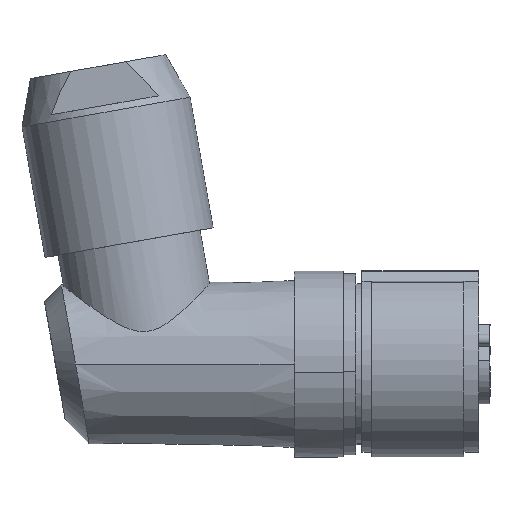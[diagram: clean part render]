
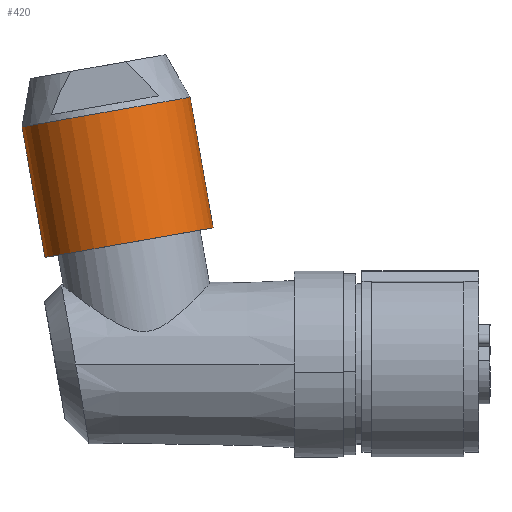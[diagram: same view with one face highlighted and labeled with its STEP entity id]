
A CAD part, left-side view. The second image highlights one B-rep face of the part: STEP entity #420.
In plain terms, the highlighted cylindrical face has radius 8.75 mm (diameter 17.5 mm), a partial arc.
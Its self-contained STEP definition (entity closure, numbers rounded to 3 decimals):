
#10=CARTESIAN_POINT('',(37.614,1.421,
45.737));
#20=DIRECTION('',(1.,0.,0.));
#30=DIRECTION('',(0.,-0.5,
0.866));
#40=AXIS2_PLACEMENT_3D('',#10,#20,#30);
#50=CYLINDRICAL_SURFACE('',#40,8.75);
#60=CARTESIAN_POINT('',(27.794,1.421,
45.737));
#70=DIRECTION('',(-1.,0.,0.));
#80=DIRECTION('',(0.,0.5,
-0.866));
#90=AXIS2_PLACEMENT_3D('',#60,#70,#80);
#100=CIRCLE('',#90,8.75);
#110=CARTESIAN_POINT('',(27.794,-6.611,
42.266));
#120=VERTEX_POINT('',#110);
#130=CARTESIAN_POINT('',(27.794,8.443,
50.958));
#140=VERTEX_POINT('',#130);
#150=EDGE_CURVE('',#120,#140,#100,.T.);
#160=ORIENTED_EDGE('',*,*,#150,.T.);
#170=CARTESIAN_POINT('',(37.614,-6.611,
42.266));
#180=DIRECTION('',(1.,0.,0.));
#190=VECTOR('',#180,1.);
#200=LINE('',#170,#190);
#210=CARTESIAN_POINT('',(14.294,-6.611,
42.266));
#220=VERTEX_POINT('',#210);
#230=EDGE_CURVE('',#220,#120,#200,.T.);
#240=ORIENTED_EDGE('',*,*,#230,.T.);
#250=CARTESIAN_POINT('',(14.294,1.421,
45.737));
#260=DIRECTION('',(1.,0.,0.));
#270=DIRECTION('',(0.,-0.5,
0.866));
#280=AXIS2_PLACEMENT_3D('',#250,#260,#270);
#290=CIRCLE('',#280,8.75);
#300=CARTESIAN_POINT('',(14.294,8.443,
50.958));
#310=VERTEX_POINT('',#300);
#320=EDGE_CURVE('',#310,#220,#290,.T.);
#330=ORIENTED_EDGE('',*,*,#320,.T.);
#340=CARTESIAN_POINT('',(37.614,8.443,
50.958));
#350=DIRECTION('',(1.,0.,0.));
#360=VECTOR('',#350,1.);
#370=LINE('',#340,#360);
#380=EDGE_CURVE('',#310,#140,#370,.T.);
#390=ORIENTED_EDGE('',*,*,#380,.F.);
#400=EDGE_LOOP('',(#390,#330,#240,#160));
#410=FACE_OUTER_BOUND('',#400,.T.);
#420=ADVANCED_FACE('',(#410),#50,.T.);
